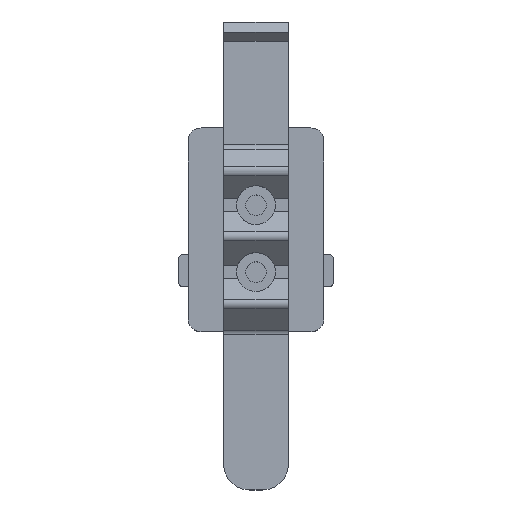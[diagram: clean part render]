
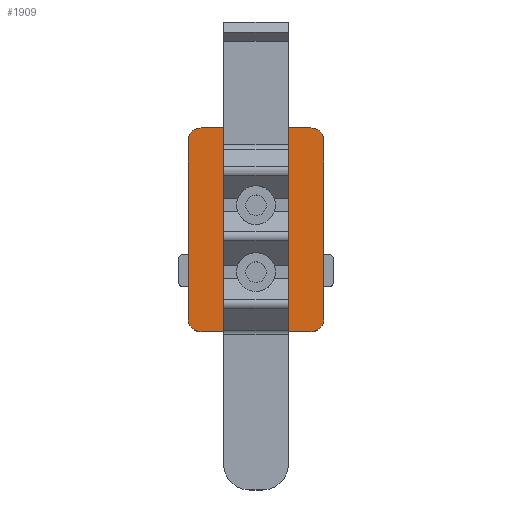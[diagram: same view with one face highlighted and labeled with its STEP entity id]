
A CAD part, top view. The second image highlights one B-rep face of the part: STEP entity #1909.
In plain terms, the highlighted planar face has unit normal (0, 0, 1).
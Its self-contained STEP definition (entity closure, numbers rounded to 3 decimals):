
#105 = CARTESIAN_POINT ( 'NONE',  ( -3.2, -13.112, 34. ) ) ;
#109 = ORIENTED_EDGE ( 'NONE', *, *, #3741, .T. ) ;
#170 = LINE ( 'NONE', #4205, #1335 ) ;
#302 = EDGE_CURVE ( 'NONE', #1320, #952, #5458, .T. ) ;
#366 = AXIS2_PLACEMENT_3D ( 'NONE', #502, #2159, #3274 ) ;
#438 = CIRCLE ( 'NONE', #7422, 3.2 ) ;
#491 = CARTESIAN_POINT ( 'NONE',  ( 3.2, 7.556, 34. ) ) ;
#502 = CARTESIAN_POINT ( 'NONE',  ( 17., 27.5, 34. ) ) ;
#648 = DIRECTION ( 'NONE',  ( 1., 0., 0. ) ) ;
#721 = EDGE_CURVE ( 'NONE', #952, #1320, #438, .T. ) ;
#887 = VECTOR ( 'NONE', #1912, 1000. ) ;
#952 = VERTEX_POINT ( 'NONE', #2206 ) ;
#992 = ORIENTED_EDGE ( 'NONE', *, *, #4816, .T. ) ;
#1023 = CARTESIAN_POINT ( 'NONE',  ( 17., 31.5, 34. ) ) ;
#1030 = DIRECTION ( 'NONE',  ( 0., 0., 1. ) ) ;
#1102 = EDGE_LOOP ( 'NONE', ( #3462, #5020, #5823, #4002, #109, #3968, #2512, #992 ) ) ;
#1126 = CARTESIAN_POINT ( 'NONE',  ( 0., 7.556, 34. ) ) ;
#1130 = VERTEX_POINT ( 'NONE', #4955 ) ;
#1214 = VECTOR ( 'NONE', #648, 1000. ) ;
#1289 = CARTESIAN_POINT ( 'NONE',  ( -17., 31.5, 34. ) ) ;
#1292 = VERTEX_POINT ( 'NONE', #1023 ) ;
#1320 = VERTEX_POINT ( 'NONE', #491 ) ;
#1335 = VECTOR ( 'NONE', #3057, 1000. ) ;
#1399 = CARTESIAN_POINT ( 'NONE',  ( 0., -13.112, 34. ) ) ;
#1564 = EDGE_CURVE ( 'NONE', #2772, #6365, #6551, .T. ) ;
#1574 = CARTESIAN_POINT ( 'NONE',  ( -17., -27.5, 34. ) ) ;
#1715 = CIRCLE ( 'NONE', #6131, 3.2 ) ;
#1740 = DIRECTION ( 'NONE',  ( 1., 0., 0. ) ) ;
#1742 = FACE_BOUND ( 'NONE', #2808, .T. ) ;
#1775 = CARTESIAN_POINT ( 'NONE',  ( -21., 27.5, 34. ) ) ;
#1819 = DIRECTION ( 'NONE',  ( 1., 0., 0. ) ) ;
#1909 = ADVANCED_FACE ( 'NONE', ( #2324, #1742, #3516 ), #6660, .F. ) ;
#1912 = DIRECTION ( 'NONE',  ( 0., 1., 0. ) ) ;
#1943 = DIRECTION ( 'NONE',  ( 0., 0., 1. ) ) ;
#1960 = ORIENTED_EDGE ( 'NONE', *, *, #1564, .F. ) ;
#2035 = DIRECTION ( 'NONE',  ( 0., 0., 1. ) ) ;
#2088 = CIRCLE ( 'NONE', #366, 4. ) ;
#2159 = DIRECTION ( 'NONE',  ( 0., 0., 1. ) ) ;
#2206 = CARTESIAN_POINT ( 'NONE',  ( -3.2, 7.556, 34. ) ) ;
#2324 = FACE_BOUND ( 'NONE', #2500, .T. ) ;
#2406 = DIRECTION ( 'NONE',  ( 0., 0., 1. ) ) ;
#2500 = EDGE_LOOP ( 'NONE', ( #3744, #4576 ) ) ;
#2512 = ORIENTED_EDGE ( 'NONE', *, *, #3830, .T. ) ;
#2624 = EDGE_CURVE ( 'NONE', #5121, #4171, #6234, .T. ) ;
#2772 = VERTEX_POINT ( 'NONE', #105 ) ;
#2808 = EDGE_LOOP ( 'NONE', ( #6709, #1960 ) ) ;
#2849 = EDGE_CURVE ( 'NONE', #6294, #3570, #3916, .T. ) ;
#2944 = AXIS2_PLACEMENT_3D ( 'NONE', #1574, #1030, #6802 ) ;
#3021 = CARTESIAN_POINT ( 'NONE',  ( 0., -13.112, 34. ) ) ;
#3057 = DIRECTION ( 'NONE',  ( -1., 0., 0. ) ) ;
#3166 = CARTESIAN_POINT ( 'NONE',  ( 0., 0., 34. ) ) ;
#3251 = AXIS2_PLACEMENT_3D ( 'NONE', #1399, #1943, #4282 ) ;
#3274 = DIRECTION ( 'NONE',  ( -1., 0., 0. ) ) ;
#3377 = CARTESIAN_POINT ( 'NONE',  ( -17., -31.5, 34. ) ) ;
#3462 = ORIENTED_EDGE ( 'NONE', *, *, #4963, .T. ) ;
#3463 = LINE ( 'NONE', #4166, #3803 ) ;
#3516 = FACE_OUTER_BOUND ( 'NONE', #1102, .T. ) ;
#3570 = VERTEX_POINT ( 'NONE', #7409 ) ;
#3577 = EDGE_CURVE ( 'NONE', #7156, #1292, #2088, .T. ) ;
#3601 = CARTESIAN_POINT ( 'NONE',  ( 0., 7.556, 34. ) ) ;
#3612 = DIRECTION ( 'NONE',  ( 0., 0., 1. ) ) ;
#3707 = DIRECTION ( 'NONE',  ( -1., 0., 0. ) ) ;
#3726 = CARTESIAN_POINT ( 'NONE',  ( 17., -27.5, 34. ) ) ;
#3730 = EDGE_CURVE ( 'NONE', #6365, #2772, #1715, .T. ) ;
#3741 = EDGE_CURVE ( 'NONE', #1292, #5121, #170, .T. ) ;
#3744 = ORIENTED_EDGE ( 'NONE', *, *, #302, .F. ) ;
#3756 = LINE ( 'NONE', #7167, #887 ) ;
#3803 = VECTOR ( 'NONE', #6513, 1000. ) ;
#3819 = DIRECTION ( 'NONE',  ( 0., 0., -1. ) ) ;
#3830 = EDGE_CURVE ( 'NONE', #4171, #1130, #3463, .T. ) ;
#3908 = AXIS2_PLACEMENT_3D ( 'NONE', #7094, #3612, #6480 ) ;
#3916 = CIRCLE ( 'NONE', #7458, 4. ) ;
#3968 = ORIENTED_EDGE ( 'NONE', *, *, #2624, .T. ) ;
#4002 = ORIENTED_EDGE ( 'NONE', *, *, #3577, .T. ) ;
#4071 = CARTESIAN_POINT ( 'NONE',  ( -21., -31.5, 34. ) ) ;
#4166 = CARTESIAN_POINT ( 'NONE',  ( -21., -31.5, 34. ) ) ;
#4171 = VERTEX_POINT ( 'NONE', #1775 ) ;
#4205 = CARTESIAN_POINT ( 'NONE',  ( -21., 31.5, 34. ) ) ;
#4211 = CARTESIAN_POINT ( 'NONE',  ( 21., 27.5, 34. ) ) ;
#4224 = AXIS2_PLACEMENT_3D ( 'NONE', #3601, #4239, #4825 ) ;
#4239 = DIRECTION ( 'NONE',  ( 0., 0., 1. ) ) ;
#4282 = DIRECTION ( 'NONE',  ( 1., 0., 0. ) ) ;
#4284 = CIRCLE ( 'NONE', #2944, 4. ) ;
#4576 = ORIENTED_EDGE ( 'NONE', *, *, #721, .F. ) ;
#4816 = EDGE_CURVE ( 'NONE', #1130, #7465, #4284, .T. ) ;
#4825 = DIRECTION ( 'NONE',  ( 1., 0., 0. ) ) ;
#4878 = CARTESIAN_POINT ( 'NONE',  ( 3.2, -13.112, 34. ) ) ;
#4955 = CARTESIAN_POINT ( 'NONE',  ( -21., -27.5, 34. ) ) ;
#4963 = EDGE_CURVE ( 'NONE', #7465, #6294, #5298, .T. ) ;
#5020 = ORIENTED_EDGE ( 'NONE', *, *, #2849, .T. ) ;
#5121 = VERTEX_POINT ( 'NONE', #1289 ) ;
#5298 = LINE ( 'NONE', #4071, #1214 ) ;
#5350 = DIRECTION ( 'NONE',  ( 0., 0., 1. ) ) ;
#5458 = CIRCLE ( 'NONE', #4224, 3.2 ) ;
#5823 = ORIENTED_EDGE ( 'NONE', *, *, #7284, .T. ) ;
#5983 = CARTESIAN_POINT ( 'NONE',  ( 17., -31.5, 34. ) ) ;
#6024 = DIRECTION ( 'NONE',  ( -1., 0., 0. ) ) ;
#6131 = AXIS2_PLACEMENT_3D ( 'NONE', #3021, #2406, #1819 ) ;
#6234 = CIRCLE ( 'NONE', #3908, 4. ) ;
#6294 = VERTEX_POINT ( 'NONE', #5983 ) ;
#6365 = VERTEX_POINT ( 'NONE', #4878 ) ;
#6480 = DIRECTION ( 'NONE',  ( -1., 0., 0. ) ) ;
#6513 = DIRECTION ( 'NONE',  ( 0., -1., 0. ) ) ;
#6551 = CIRCLE ( 'NONE', #3251, 3.2 ) ;
#6660 = PLANE ( 'NONE',  #6970 ) ;
#6709 = ORIENTED_EDGE ( 'NONE', *, *, #3730, .F. ) ;
#6802 = DIRECTION ( 'NONE',  ( -1., 0., 0. ) ) ;
#6970 = AXIS2_PLACEMENT_3D ( 'NONE', #3166, #3819, #3707 ) ;
#7094 = CARTESIAN_POINT ( 'NONE',  ( -17., 27.5, 34. ) ) ;
#7156 = VERTEX_POINT ( 'NONE', #4211 ) ;
#7167 = CARTESIAN_POINT ( 'NONE',  ( 21., -31.5, 34. ) ) ;
#7284 = EDGE_CURVE ( 'NONE', #3570, #7156, #3756, .T. ) ;
#7409 = CARTESIAN_POINT ( 'NONE',  ( 21., -27.5, 34. ) ) ;
#7422 = AXIS2_PLACEMENT_3D ( 'NONE', #1126, #5350, #1740 ) ;
#7458 = AXIS2_PLACEMENT_3D ( 'NONE', #3726, #2035, #6024 ) ;
#7465 = VERTEX_POINT ( 'NONE', #3377 ) ;
